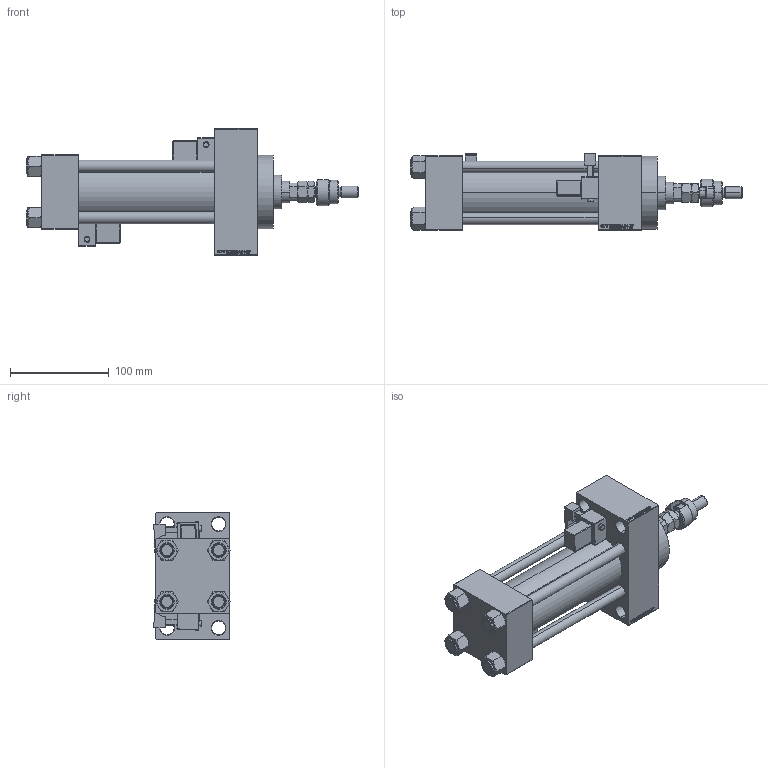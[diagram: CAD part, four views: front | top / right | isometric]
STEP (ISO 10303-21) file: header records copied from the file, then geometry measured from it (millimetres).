
FILE_DESCRIPTION (( 'STEP AP203' ), '1' );
FILE_NAME ('0ce7.STEP', '2022-09-13T23:35:17', ( '' ), ( '' ), 'SwSTEP 2.0', 'SolidWorks 2019', '' );
FILE_SCHEMA (( 'CONFIG_CONTROL_DESIGN' ));
Length unit declared in the file: millimetre
Products named in the file (10): NUT_M5_D 593aa8c397007485695cda931cf83405; V215CR_MSU 593aa8c397007485695cda931cf83405; V215CR_D_TYCINKA 593aa8c397007485695cda931cf83405; FEMALE_PART_FOR_DFA 593aa8c397007485695cda931cf83405; V215CR_VCP_D 593aa8c397007485695cda931cf83405; V215_VC_A 593aa8c397007485695cda931cf83405; 0ce7; MFA 593aa8c397007485695cda931cf83405; V215CR_D_Body 593aa8c397007485695cda931cf83405; DFA 593aa8c397007485695cda931cf83405
Assembly tree (16 placements, depth 3):
  0ce7
    V215CR_D_Body 593aa8c397007485695cda931cf83405
    V215CR_VCP_D 593aa8c397007485695cda931cf83405
    NUT_M5_D 593aa8c397007485695cda931cf83405  x4
    V215CR_D_TYCINKA 593aa8c397007485695cda931cf83405  x4
    V215_VC_A 593aa8c397007485695cda931cf83405
    DFA 593aa8c397007485695cda931cf83405
      FEMALE_PART_FOR_DFA 593aa8c397007485695cda931cf83405
      MFA 593aa8c397007485695cda931cf83405
    V215CR_MSU 593aa8c397007485695cda931cf83405  x2
Bounding box: 336 x 77.3 x 128 mm (x, y, z)
Volume: 971889.5 mm3; surface area: 228506.6 mm2
Topology: 15 solids, 15 shells, 1351 faces, 3308 edges, 2087 vertices
Faces by surface type: plane 585, bspline 368, cone 184, cylinder 166, torus 24, sphere 24
Entity records: 52449 total; most frequent: CARTESIAN_POINT 26165, ORIENTED_EDGE 5726, DIRECTION 4009, EDGE_CURVE 2863, VERTEX_POINT 1847, LINE 1667, VECTOR 1667, EDGE_LOOP 1294
